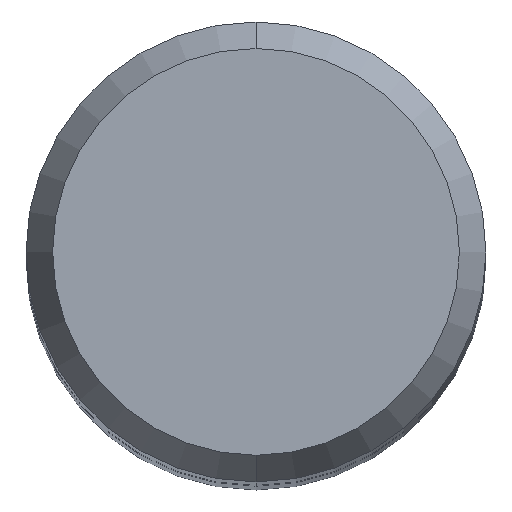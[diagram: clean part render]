
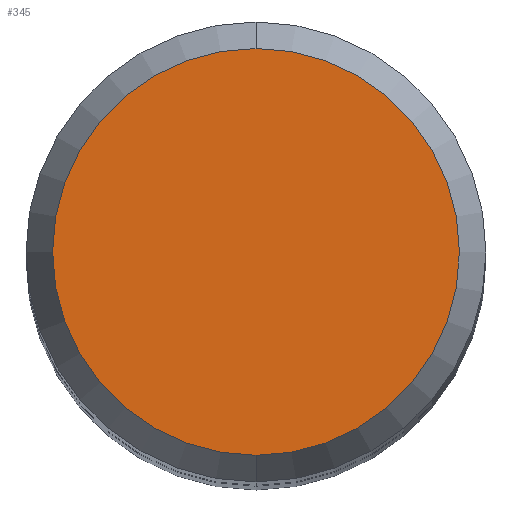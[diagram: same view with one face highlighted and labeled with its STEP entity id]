
A CAD part, top view. The second image highlights one B-rep face of the part: STEP entity #345.
In plain terms, the highlighted planar face has unit normal (0, 0, 1).
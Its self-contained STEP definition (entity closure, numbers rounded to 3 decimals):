
#211=EDGE_CURVE('',#351,#241,#506,.T.);
#241=VERTEX_POINT('',#541);
#243=EDGE_CURVE('',#241,#351,#543,.T.);
#345=ADVANCED_FACE('',(#653),#654,.T.);
#351=VERTEX_POINT('',#660);
#506=CIRCLE('',#835,4.423);
#541=CARTESIAN_POINT('',(0.,-4.423,0.0));
#543=CIRCLE('',#933,4.423);
#653=FACE_OUTER_BOUND('',#1205,.T.);
#654=PLANE('',#1206);
#660=CARTESIAN_POINT('',(0.0,4.423,0.0));
#835=AXIS2_PLACEMENT_3D('',#1464,#1465,#1466);
#933=AXIS2_PLACEMENT_3D('',#1526,#1527,#1528);
#1205=EDGE_LOOP('',(#1624,#1625));
#1206=AXIS2_PLACEMENT_3D('',#1626,#1627,#1628);
#1464=CARTESIAN_POINT('',(0.0,0.0,0.0));
#1465=DIRECTION('',(0.0,0.0,-1.0));
#1466=DIRECTION('',(0.0,1.0,0.0));
#1526=CARTESIAN_POINT('',(0.0,0.0,0.0));
#1527=DIRECTION('',(0.0,0.0,-1.0));
#1528=DIRECTION('',(0.0,1.0,0.0));
#1624=ORIENTED_EDGE('',*,*,#211,.F.);
#1625=ORIENTED_EDGE('',*,*,#243,.F.);
#1626=CARTESIAN_POINT('',(0.0,2.211,0.0));
#1627=DIRECTION('',(-0.0,0.0,1.0));
#1628=DIRECTION('',(0.0,-1.0,0.0));
